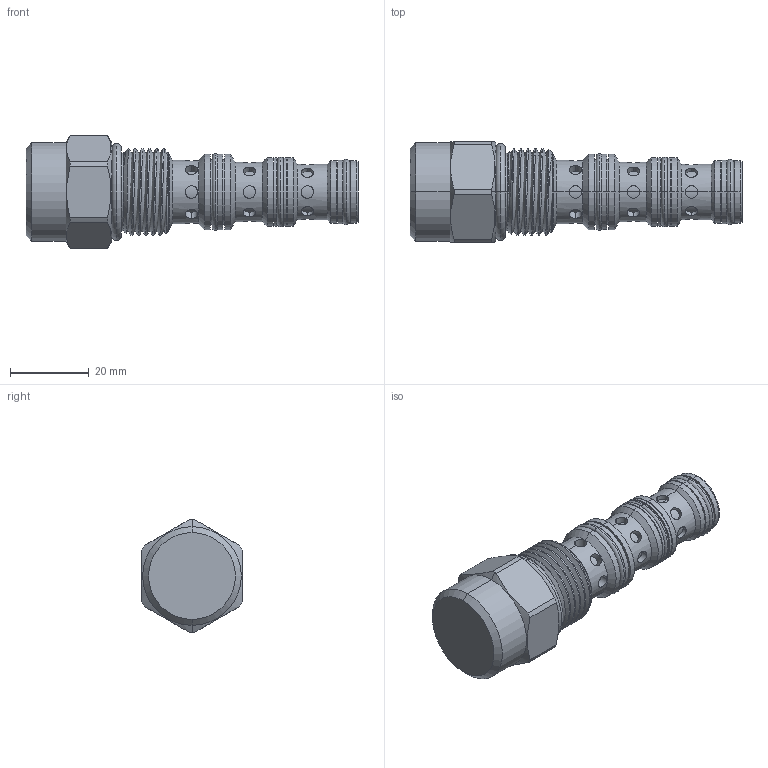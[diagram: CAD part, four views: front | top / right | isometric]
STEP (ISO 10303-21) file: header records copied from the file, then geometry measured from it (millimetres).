
FILE_DESCRIPTION (( 'STEP AP203' ), '1' );
FILE_NAME ('LR10W40-N.STEP', '2016-06-06T06:11:18', ( '' ), ( '' ), 'SwSTEP 2.0', 'SolidWorks 2012', '' );
FILE_SCHEMA (( 'CONFIG_CONTROL_DESIGN' ));
Length unit declared in the file: millimetre
Products named in the file (1): LR10W40-N
Bounding box: 84.15 x 25.4 x 28.57 mm (x, y, z)
Volume: 25018.1 mm3; surface area: 10014.1 mm2
Topology: 7 solids, 7 shells, 220 faces, 488 edges, 306 vertices
Faces by surface type: cylinder 142, cone 31, plane 26, torus 20, bspline 1
Entity records: 10354 total; most frequent: CARTESIAN_POINT 5583, ORIENTED_EDGE 976, DIRECTION 941, EDGE_CURVE 488, AXIS2_PLACEMENT_3D 391, VERTEX_POINT 306, EDGE_LOOP 256, ADVANCED_FACE 220
